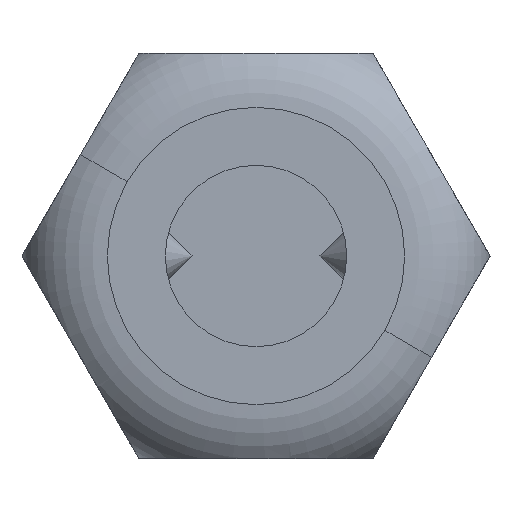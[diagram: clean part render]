
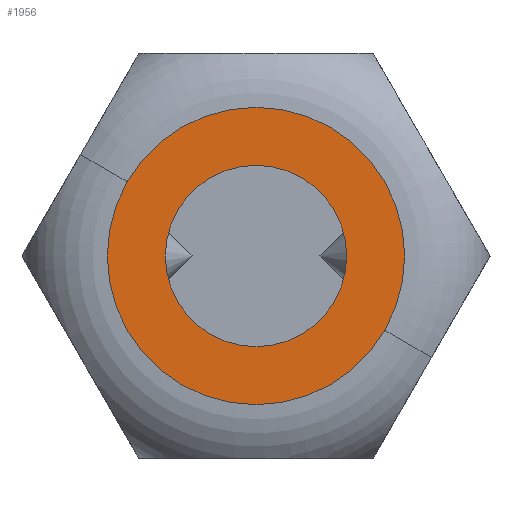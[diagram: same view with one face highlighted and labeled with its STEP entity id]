
A CAD part, left-side view. The second image highlights one B-rep face of the part: STEP entity #1956.
In plain terms, the highlighted face is planar.
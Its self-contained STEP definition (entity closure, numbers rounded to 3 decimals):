
#118 = AXIS2_PLACEMENT_3D ( 'NONE', #1690, #269, #15614 ) ;
#269 = DIRECTION ( 'NONE',  ( 0., 0., -1. ) ) ;
#528 = AXIS2_PLACEMENT_3D ( 'NONE', #6529, #15656, #1793 ) ;
#773 = EDGE_CURVE ( 'NONE', #8697, #3963, #10929, .T. ) ;
#840 = DIRECTION ( 'NONE',  ( -1., 0., 0. ) ) ;
#1105 = EDGE_CURVE ( 'NONE', #11882, #8851, #16506, .T. ) ;
#1688 = AXIS2_PLACEMENT_3D ( 'NONE', #10642, #18342, #4659 ) ;
#1690 = CARTESIAN_POINT ( 'NONE',  ( 0., 0., 45. ) ) ;
#1793 = DIRECTION ( 'NONE',  ( 1., 0., 0. ) ) ;
#1956 = ADVANCED_FACE ( 'NONE', ( #11182, #2046 ), #17336, .T. ) ;
#2046 = FACE_OUTER_BOUND ( 'NONE', #5157, .T. ) ;
#3840 = EDGE_CURVE ( 'NONE', #3963, #8697, #10102, .T. ) ;
#3963 = VERTEX_POINT ( 'NONE', #4792 ) ;
#4210 = AXIS2_PLACEMENT_3D ( 'NONE', #11514, #5435, #840 ) ;
#4659 = DIRECTION ( 'NONE',  ( 1., 0., 0. ) ) ;
#4792 = CARTESIAN_POINT ( 'NONE',  ( 4.25, 0., 45. ) ) ;
#5157 = EDGE_LOOP ( 'NONE', ( #6638, #18745 ) ) ;
#5435 = DIRECTION ( 'NONE',  ( 0., 0., -1. ) ) ;
#6529 = CARTESIAN_POINT ( 'NONE',  ( 0., 0., 45. ) ) ;
#6578 = DIRECTION ( 'NONE',  ( 0., 0., 1. ) ) ;
#6638 = ORIENTED_EDGE ( 'NONE', *, *, #19947, .F. ) ;
#7398 = CIRCLE ( 'NONE', #4210, 6.97 ) ;
#8697 = VERTEX_POINT ( 'NONE', #13993 ) ;
#8851 = VERTEX_POINT ( 'NONE', #12990 ) ;
#10102 = CIRCLE ( 'NONE', #1688, 4.25 ) ;
#10642 = CARTESIAN_POINT ( 'NONE',  ( 0., 0., 45. ) ) ;
#10929 = CIRCLE ( 'NONE', #528, 4.25 ) ;
#11182 = FACE_BOUND ( 'NONE', #11453, .T. ) ;
#11453 = EDGE_LOOP ( 'NONE', ( #12362, #13235 ) ) ;
#11514 = CARTESIAN_POINT ( 'NONE',  ( 0., 0., 45. ) ) ;
#11882 = VERTEX_POINT ( 'NONE', #13575 ) ;
#12225 = AXIS2_PLACEMENT_3D ( 'NONE', #17255, #6578, #12815 ) ;
#12362 = ORIENTED_EDGE ( 'NONE', *, *, #3840, .F. ) ;
#12815 = DIRECTION ( 'NONE',  ( 1., 0., 0. ) ) ;
#12990 = CARTESIAN_POINT ( 'NONE',  ( -6.97, 0., 45. ) ) ;
#13235 = ORIENTED_EDGE ( 'NONE', *, *, #773, .F. ) ;
#13575 = CARTESIAN_POINT ( 'NONE',  ( 6.97, 0., 45. ) ) ;
#13993 = CARTESIAN_POINT ( 'NONE',  ( -4.25, 0., 45. ) ) ;
#15614 = DIRECTION ( 'NONE',  ( -1., 0., 0. ) ) ;
#15656 = DIRECTION ( 'NONE',  ( 0., 0., 1. ) ) ;
#16506 = CIRCLE ( 'NONE', #118, 6.97 ) ;
#17255 = CARTESIAN_POINT ( 'NONE',  ( 0., 0., 45. ) ) ;
#17336 = PLANE ( 'NONE',  #12225 ) ;
#18342 = DIRECTION ( 'NONE',  ( 0., 0., 1. ) ) ;
#18745 = ORIENTED_EDGE ( 'NONE', *, *, #1105, .F. ) ;
#19947 = EDGE_CURVE ( 'NONE', #8851, #11882, #7398, .T. ) ;
